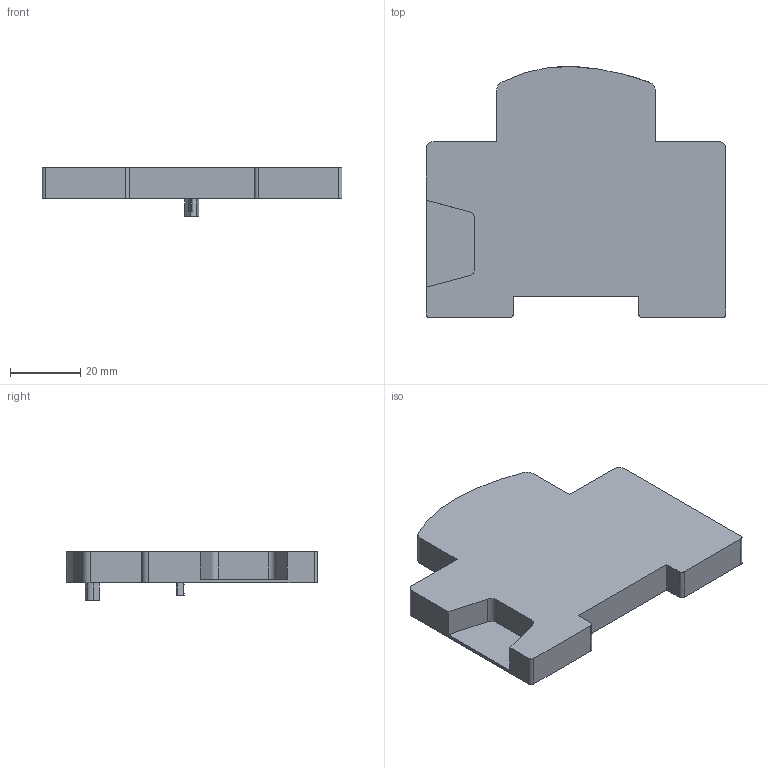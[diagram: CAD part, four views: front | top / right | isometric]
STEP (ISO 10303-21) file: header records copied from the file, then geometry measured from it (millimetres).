
FILE_DESCRIPTION(('CATIA V5 STEP Exchange','CAx-IF Rec.Pracs.--- Model Styling and Organization---1.4--- 2014-01-23'),'2;1');
FILE_NAME('GW96001 CONTATTO AUS.POSIZ.APERTOCHIUSO.CATPart.stp','2020-10-23T12:45:45+00:00',('none'),('none'),'CATIA Version 5-6 Release 2016 SP4','CATIA V5 STEP AP214','none');
FILE_SCHEMA(('AUTOMOTIVE_DESIGN { 1 0 10303 214 1 1 1 1 }'));
Length unit declared in the file: millimetre
Products named in the file (1): GW96001
Bounding box: 85.14 x 71.26 x 13.9 mm (x, y, z)
Volume: 40059 mm3; surface area: 13952 mm2
Topology: 1 solids, 1 shells, 110 faces, 317 edges, 220 vertices
Faces by surface type: plane 76, cylinder 31, extrusion 3
Entity records: 3577 total; most frequent: CARTESIAN_POINT 844, ORIENTED_EDGE 596, DIRECTION 440, EDGE_CURVE 298, VECTOR 209, LINE 206, VERTEX_POINT 198, AXIS2_PLACEMENT_3D 157
